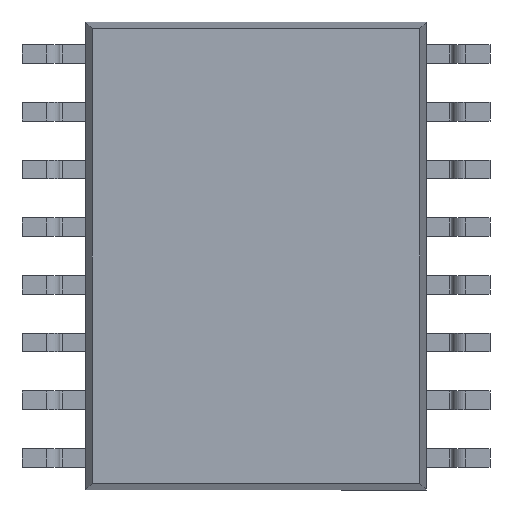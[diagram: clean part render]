
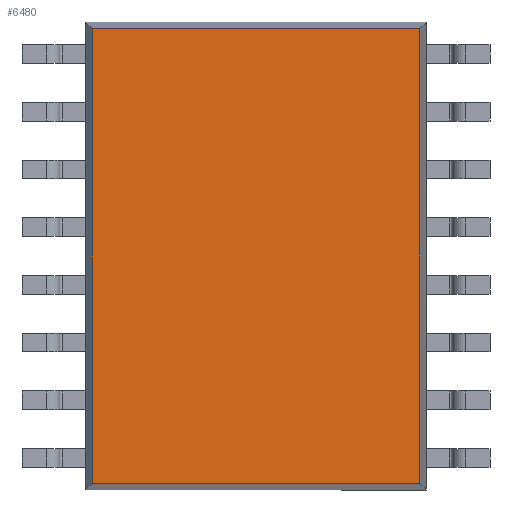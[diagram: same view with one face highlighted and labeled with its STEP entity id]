
A CAD part, front view. The second image highlights one B-rep face of the part: STEP entity #6480.
In plain terms, the highlighted planar face has unit normal (0, -1, 0).
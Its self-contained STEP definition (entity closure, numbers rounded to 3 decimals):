
#80 = VERTEX_POINT ( 'NONE', #3318 ) ;
#117 = LINE ( 'NONE', #7047, #1089 ) ;
#829 = VECTOR ( 'NONE', #3293, 1000. ) ;
#839 = LINE ( 'NONE', #7026, #2955 ) ;
#1081 = FACE_OUTER_BOUND ( 'NONE', #2290, .T. ) ;
#1089 = VECTOR ( 'NONE', #6967, 1000. ) ;
#1093 = ORIENTED_EDGE ( 'NONE', *, *, #5119, .T. ) ;
#1318 = DIRECTION ( 'NONE',  ( 0., 0., -1. ) ) ;
#1362 = ORIENTED_EDGE ( 'NONE', *, *, #5924, .T. ) ;
#1853 = VERTEX_POINT ( 'NONE', #4826 ) ;
#2290 = EDGE_LOOP ( 'NONE', ( #1362, #7217, #1093, #3623 ) ) ;
#2458 = CARTESIAN_POINT ( 'NONE',  ( 3.599, 0.265, -5.15 ) ) ;
#2955 = VECTOR ( 'NONE', #5338, 1000. ) ;
#3215 = AXIS2_PLACEMENT_3D ( 'NONE', #4076, #4095, #1318 ) ;
#3293 = DIRECTION ( 'NONE',  ( 1., 0., 0. ) ) ;
#3318 = CARTESIAN_POINT ( 'NONE',  ( 3.599, 0.265, 4.999 ) ) ;
#3531 = PLANE ( 'NONE',  #3215 ) ;
#3623 = ORIENTED_EDGE ( 'NONE', *, *, #5794, .T. ) ;
#3753 = LINE ( 'NONE', #6177, #829 ) ;
#3811 = VERTEX_POINT ( 'NONE', #6313 ) ;
#3847 = VECTOR ( 'NONE', #4184, 1000. ) ;
#4076 = CARTESIAN_POINT ( 'NONE',  ( 0., 0.265, 0. ) ) ;
#4095 = DIRECTION ( 'NONE',  ( 0., -1., 0. ) ) ;
#4184 = DIRECTION ( 'NONE',  ( 0., 0., 1. ) ) ;
#4331 = CARTESIAN_POINT ( 'NONE',  ( 3.599, 0.265, -4.999 ) ) ;
#4826 = CARTESIAN_POINT ( 'NONE',  ( -3.599, 0.265, -4.999 ) ) ;
#5104 = LINE ( 'NONE', #2458, #3847 ) ;
#5119 = EDGE_CURVE ( 'NONE', #80, #3811, #839, .T. ) ;
#5338 = DIRECTION ( 'NONE',  ( -1., 0., 0. ) ) ;
#5341 = VERTEX_POINT ( 'NONE', #4331 ) ;
#5794 = EDGE_CURVE ( 'NONE', #3811, #1853, #117, .T. ) ;
#5924 = EDGE_CURVE ( 'NONE', #1853, #5341, #3753, .T. ) ;
#6177 = CARTESIAN_POINT ( 'NONE',  ( -3.75, 0.265, -4.999 ) ) ;
#6313 = CARTESIAN_POINT ( 'NONE',  ( -3.599, 0.265, 4.999 ) ) ;
#6356 = EDGE_CURVE ( 'NONE', #5341, #80, #5104, .T. ) ;
#6480 = ADVANCED_FACE ( 'NONE', ( #1081 ), #3531, .T. ) ;
#6967 = DIRECTION ( 'NONE',  ( 0., 0., -1. ) ) ;
#7026 = CARTESIAN_POINT ( 'NONE',  ( 3.75, 0.265, 4.999 ) ) ;
#7047 = CARTESIAN_POINT ( 'NONE',  ( -3.599, 0.265, 5.15 ) ) ;
#7217 = ORIENTED_EDGE ( 'NONE', *, *, #6356, .T. ) ;
